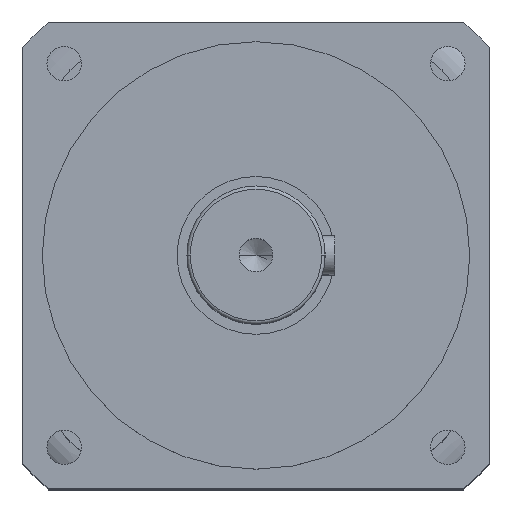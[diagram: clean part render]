
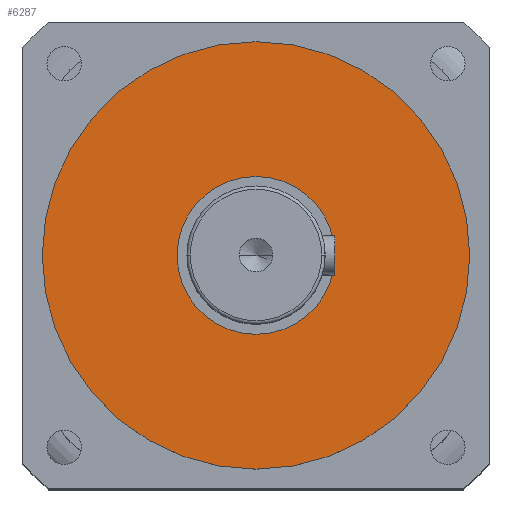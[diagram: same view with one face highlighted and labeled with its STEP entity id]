
A CAD part, top view. The second image highlights one B-rep face of the part: STEP entity #6287.
In plain terms, the highlighted planar face has unit normal (0, 0, 1).
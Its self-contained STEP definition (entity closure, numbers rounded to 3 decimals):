
#162 = AXIS2_PLACEMENT_3D ( 'NONE', #4046, #9186, #4798 ) ;
#827 = CARTESIAN_POINT ( 'NONE',  ( 0., 0., -70. ) ) ;
#934 = EDGE_CURVE ( 'NONE', #7345, #1938, #9275, .T. ) ;
#980 = FACE_BOUND ( 'NONE', #3850, .T. ) ;
#1060 = ORIENTED_EDGE ( 'NONE', *, *, #5722, .F. ) ;
#1470 = VERTEX_POINT ( 'NONE', #7523 ) ;
#1492 = CARTESIAN_POINT ( 'NONE',  ( 0., 0., -70. ) ) ;
#1580 = DIRECTION ( 'NONE',  ( 1., 0., 0. ) ) ;
#1936 = CIRCLE ( 'NONE', #6210, 24. ) ;
#1938 = VERTEX_POINT ( 'NONE', #3912 ) ;
#2050 = AXIS2_PLACEMENT_3D ( 'NONE', #4496, #5302, #5270 ) ;
#2162 = PLANE ( 'NONE',  #5840 ) ;
#2234 = DIRECTION ( 'NONE',  ( 1., 0., 0. ) ) ;
#2399 = EDGE_CURVE ( 'NONE', #1470, #2504, #8980, .T. ) ;
#2498 = EDGE_LOOP ( 'NONE', ( #8111, #8953 ) ) ;
#2504 = VERTEX_POINT ( 'NONE', #8604 ) ;
#2900 = CARTESIAN_POINT ( 'NONE',  ( 0., 65., -70. ) ) ;
#3850 = EDGE_LOOP ( 'NONE', ( #3875, #1060 ) ) ;
#3875 = ORIENTED_EDGE ( 'NONE', *, *, #2399, .F. ) ;
#3912 = CARTESIAN_POINT ( 'NONE',  ( 65., 0., -70. ) ) ;
#4046 = CARTESIAN_POINT ( 'NONE',  ( 0., 0., -70. ) ) ;
#4366 = DIRECTION ( 'NONE',  ( -1., 0., 0. ) ) ;
#4401 = CIRCLE ( 'NONE', #4683, 65. ) ;
#4496 = CARTESIAN_POINT ( 'NONE',  ( 0., 0., -70. ) ) ;
#4683 = AXIS2_PLACEMENT_3D ( 'NONE', #827, #6004, #1580 ) ;
#4798 = DIRECTION ( 'NONE',  ( 1., 0., 0. ) ) ;
#5270 = DIRECTION ( 'NONE',  ( 1., 0., 0. ) ) ;
#5302 = DIRECTION ( 'NONE',  ( 0., 0., 1. ) ) ;
#5722 = EDGE_CURVE ( 'NONE', #2504, #1470, #1936, .T. ) ;
#5840 = AXIS2_PLACEMENT_3D ( 'NONE', #2900, #8766, #4366 ) ;
#6004 = DIRECTION ( 'NONE',  ( 0., 0., 1. ) ) ;
#6210 = AXIS2_PLACEMENT_3D ( 'NONE', #1492, #6640, #2234 ) ;
#6287 = ADVANCED_FACE ( 'NONE', ( #980, #8565 ), #2162, .F. ) ;
#6329 = CARTESIAN_POINT ( 'NONE',  ( -65., 0., -70. ) ) ;
#6640 = DIRECTION ( 'NONE',  ( 0., 0., 1. ) ) ;
#7345 = VERTEX_POINT ( 'NONE', #6329 ) ;
#7470 = EDGE_CURVE ( 'NONE', #1938, #7345, #4401, .T. ) ;
#7523 = CARTESIAN_POINT ( 'NONE',  ( 24., 0., -70. ) ) ;
#8111 = ORIENTED_EDGE ( 'NONE', *, *, #7470, .T. ) ;
#8565 = FACE_OUTER_BOUND ( 'NONE', #2498, .T. ) ;
#8604 = CARTESIAN_POINT ( 'NONE',  ( -24., 0., -70. ) ) ;
#8766 = DIRECTION ( 'NONE',  ( 0., 0., -1. ) ) ;
#8953 = ORIENTED_EDGE ( 'NONE', *, *, #934, .T. ) ;
#8980 = CIRCLE ( 'NONE', #162, 24. ) ;
#9186 = DIRECTION ( 'NONE',  ( 0., 0., 1. ) ) ;
#9275 = CIRCLE ( 'NONE', #2050, 65. ) ;
